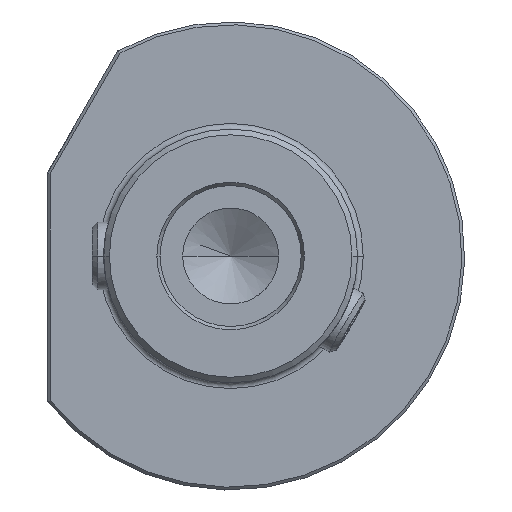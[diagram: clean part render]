
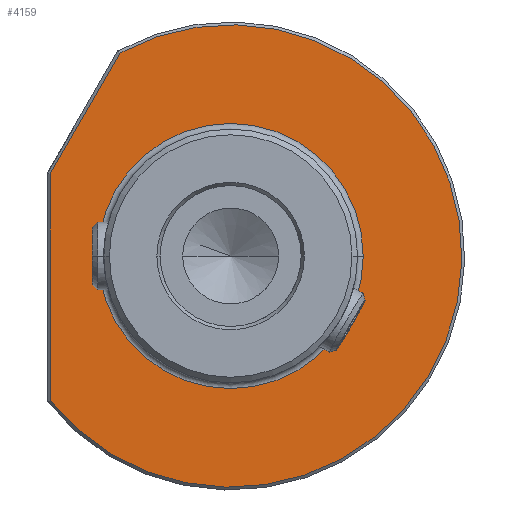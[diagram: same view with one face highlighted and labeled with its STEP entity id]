
A CAD part, left-side view. The second image highlights one B-rep face of the part: STEP entity #4159.
In plain terms, the highlighted planar face has unit normal (-1, 0, 0).
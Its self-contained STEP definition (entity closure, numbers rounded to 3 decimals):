
#497=DIRECTION('',(0.,0.,-1.));
#498=VECTOR('',#497,40.206);
#499=CARTESIAN_POINT('',(-22.,32.,14.574));
#500=LINE('',#499,#498);
#501=DIRECTION('',(0.,0.5,-0.866));
#502=VECTOR('',#501,24.732);
#503=CARTESIAN_POINT('',(-22.,19.634,35.993));
#504=LINE('',#503,#502);
#505=CARTESIAN_POINT('',(-22.,0.,0.));
#506=DIRECTION('',(-1.,0.,0.));
#507=DIRECTION('',(0.,-1.,0.));
#508=AXIS2_PLACEMENT_3D('',#505,#506,#507);
#510=CARTESIAN_POINT('',(-22.,0.,0.));
#511=DIRECTION('',(-1.,0.,0.));
#512=DIRECTION('',(0.,1.,0.));
#513=AXIS2_PLACEMENT_3D('',#510,#511,#512);
#520=CARTESIAN_POINT('',(-22.,0.,0.));
#521=DIRECTION('',(-1.,0.,0.));
#522=DIRECTION('',(0.,0.78,-0.625));
#523=AXIS2_PLACEMENT_3D('',#520,#521,#522);
#3670=CARTESIAN_POINT('',(-22.,32.,-25.632));
#3671=CARTESIAN_POINT('',(-22.,19.634,35.993));
#3672=VERTEX_POINT('',#3670);
#3673=VERTEX_POINT('',#3671);
#3678=CARTESIAN_POINT('',(-22.,32.,14.574));
#3679=VERTEX_POINT('',#3678);
#3686=CARTESIAN_POINT('',(-22.,-23.5,0.));
#3687=CARTESIAN_POINT('',(-22.,23.5,0.));
#3688=VERTEX_POINT('',#3686);
#3689=VERTEX_POINT('',#3687);
#4141=CARTESIAN_POINT('',(-22.,0.,0.));
#4142=DIRECTION('',(1.,0.,0.));
#4143=DIRECTION('',(0.,-1.,0.));
#4144=AXIS2_PLACEMENT_3D('',#4141,#4142,#4143);
#4145=PLANE('',#4144);
#4147=ORIENTED_EDGE('',*,*,#4146,.F.);
#4149=ORIENTED_EDGE('',*,*,#4148,.F.);
#4151=ORIENTED_EDGE('',*,*,#4150,.F.);
#4152=EDGE_LOOP('',(#4147,#4149,#4151));
#4153=FACE_OUTER_BOUND('',#4152,.F.);
#4154=ORIENTED_EDGE('',*,*,#4124,.T.);
#4156=ORIENTED_EDGE('',*,*,#4155,.T.);
#4157=EDGE_LOOP('',(#4154,#4156));
#4158=FACE_BOUND('',#4157,.F.);
#4159=ADVANCED_FACE('',(#4153,#4158),#4145,.F.);
#509=CIRCLE('',#508,23.5);
#514=CIRCLE('',#513,23.5);
#524=CIRCLE('',#523,41.);
#4124=EDGE_CURVE('',#3688,#3689,#509,.T.);
#4146=EDGE_CURVE('',#3672,#3673,#524,.T.);
#4148=EDGE_CURVE('',#3679,#3672,#500,.T.);
#4150=EDGE_CURVE('',#3673,#3679,#504,.T.);
#4155=EDGE_CURVE('',#3689,#3688,#514,.T.);
